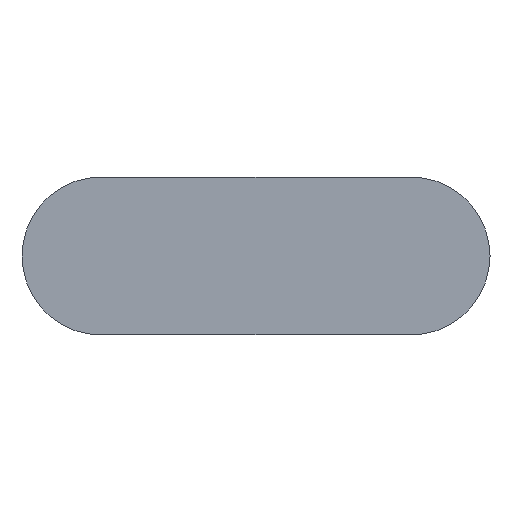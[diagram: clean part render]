
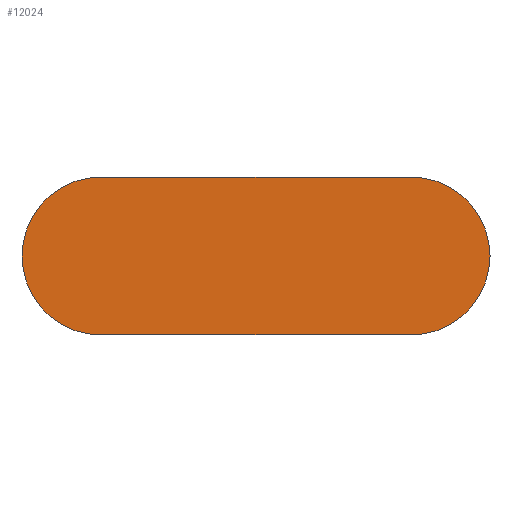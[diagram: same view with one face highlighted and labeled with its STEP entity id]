
A CAD part, front view. The second image highlights one B-rep face of the part: STEP entity #12024.
In plain terms, the highlighted planar face has unit normal (0, -1, 0).
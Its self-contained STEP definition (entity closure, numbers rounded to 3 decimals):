
#75 = CARTESIAN_POINT ( 'NONE',  ( 475.712, -154.74, -12.375 ) ) ;
#197 = VERTEX_POINT ( 'NONE', #14641 ) ;
#205 = DIRECTION ( 'NONE',  ( 1., 0., 0. ) ) ;
#220 = CARTESIAN_POINT ( 'NONE',  ( 524.288, -154.74, 12.375 ) ) ;
#295 = CIRCLE ( 'NONE', #8431, 12.375 ) ;
#595 = LINE ( 'NONE', #4967, #4691 ) ;
#1010 = CARTESIAN_POINT ( 'NONE',  ( 524.288, -154.74, 0. ) ) ;
#1187 = EDGE_CURVE ( 'NONE', #197, #5554, #595, .T. ) ;
#1448 = PLANE ( 'NONE',  #2447 ) ;
#1775 = ORIENTED_EDGE ( 'NONE', *, *, #1187, .F. ) ;
#1846 = EDGE_CURVE ( 'NONE', #3114, #5554, #13535, .T. ) ;
#2447 = AXIS2_PLACEMENT_3D ( 'NONE', #9430, #11024, #5682 ) ;
#2923 = DIRECTION ( 'NONE',  ( 0., -1., 0. ) ) ;
#3114 = VERTEX_POINT ( 'NONE', #7044 ) ;
#3763 = EDGE_CURVE ( 'NONE', #3114, #12633, #7208, .T. ) ;
#3854 = VECTOR ( 'NONE', #205, 1000. ) ;
#3962 = CARTESIAN_POINT ( 'NONE',  ( 472.5, -154.74, 12.375 ) ) ;
#4413 = ORIENTED_EDGE ( 'NONE', *, *, #6063, .T. ) ;
#4483 = AXIS2_PLACEMENT_3D ( 'NONE', #5097, #2923, #10972 ) ;
#4691 = VECTOR ( 'NONE', #12881, 1000. ) ;
#4967 = CARTESIAN_POINT ( 'NONE',  ( 472.5, -154.74, -12.375 ) ) ;
#5097 = CARTESIAN_POINT ( 'NONE',  ( 475.712, -154.74, 0. ) ) ;
#5554 = VERTEX_POINT ( 'NONE', #75 ) ;
#5682 = DIRECTION ( 'NONE',  ( 0., 0., -1. ) ) ;
#6063 = EDGE_CURVE ( 'NONE', #197, #12633, #295, .T. ) ;
#6263 = ORIENTED_EDGE ( 'NONE', *, *, #3763, .F. ) ;
#7044 = CARTESIAN_POINT ( 'NONE',  ( 475.712, -154.74, 12.375 ) ) ;
#7208 = LINE ( 'NONE', #3962, #3854 ) ;
#7856 = DIRECTION ( 'NONE',  ( 0., -1., 0. ) ) ;
#8431 = AXIS2_PLACEMENT_3D ( 'NONE', #1010, #7856, #11106 ) ;
#9430 = CARTESIAN_POINT ( 'NONE',  ( 472.5, -154.74, 0. ) ) ;
#9534 = EDGE_LOOP ( 'NONE', ( #1775, #4413, #6263, #12207 ) ) ;
#10972 = DIRECTION ( 'NONE',  ( 0., 0., -1. ) ) ;
#11024 = DIRECTION ( 'NONE',  ( 0., -1., 0. ) ) ;
#11106 = DIRECTION ( 'NONE',  ( 0., 0., -1. ) ) ;
#12024 = ADVANCED_FACE ( 'NONE', ( #12149 ), #1448, .T. ) ;
#12149 = FACE_OUTER_BOUND ( 'NONE', #9534, .T. ) ;
#12207 = ORIENTED_EDGE ( 'NONE', *, *, #1846, .T. ) ;
#12633 = VERTEX_POINT ( 'NONE', #220 ) ;
#12881 = DIRECTION ( 'NONE',  ( -1., 0., 0. ) ) ;
#13535 = CIRCLE ( 'NONE', #4483, 12.375 ) ;
#14641 = CARTESIAN_POINT ( 'NONE',  ( 524.288, -154.74, -12.375 ) ) ;
